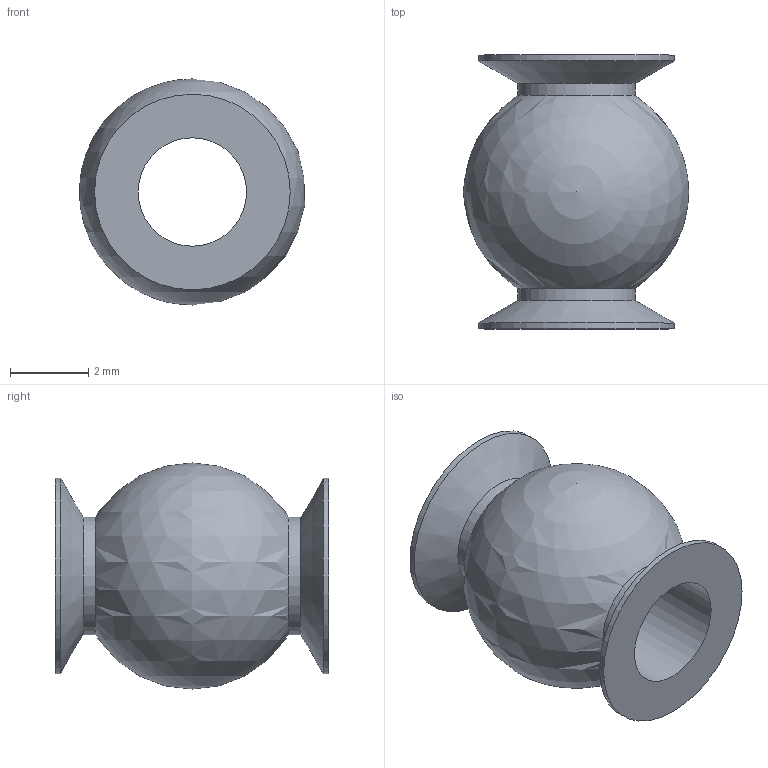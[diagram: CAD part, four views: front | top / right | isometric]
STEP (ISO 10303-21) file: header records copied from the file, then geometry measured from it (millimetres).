
FILE_DESCRIPTION(/* description */ ('Alibre Inc.'),/* implementation_level */ '2;1');
FILE_NAME(/* name */ 'export0',/* time_stamp */ '2015-07-05T22:45:25+12:00',/* author */ (''),/* organization */ (''),/* preprocessor_version */ 'ST-DEVELOPER v14',/* originating_system */ 'Alibre',/* authorisation */ '');
FILE_SCHEMA (('CONFIG_CONTROL_DESIGN'));
Length unit declared in the file: centimetre
Products named in the file (1): ID_1
Bounding box: 5.76 x 7 x 5.78 mm (x, y, z)
Volume: 80.9 mm3; surface area: 217.3 mm2
Topology: 1 solids, 1 shells, 10 faces, 20 edges, 12 vertices
Faces by surface type: cylinder 5, plane 2, cone 2, sphere 1
Full cylindrical faces by diameter (mm): 2.77 x1, 3 x2, 5 x2
Entity records: 291 total; most frequent: DIRECTION 38, CARTESIAN_POINT 30, ORIENTED_EDGE 20, EDGE_LOOP 20, FACE_BOUND 20, AXIS2_PLACEMENT_3D 20, VERTEX_POINT 10, CIRCLE 10
